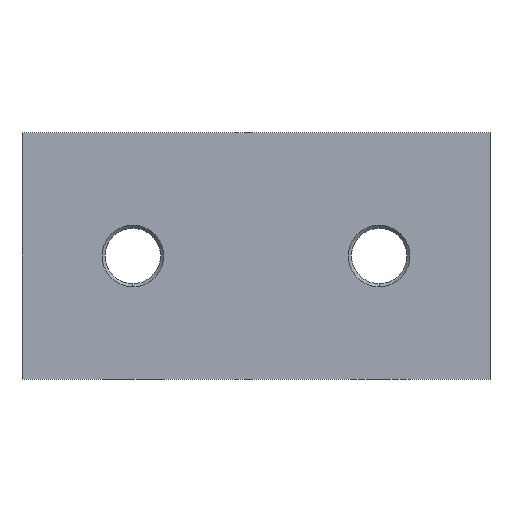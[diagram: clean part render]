
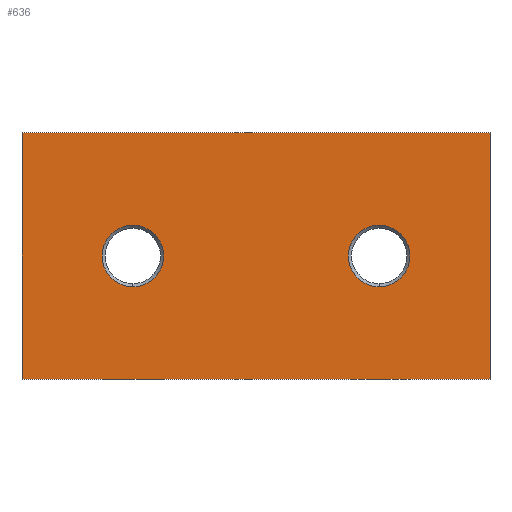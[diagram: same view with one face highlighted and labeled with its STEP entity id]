
A CAD part, front view. The second image highlights one B-rep face of the part: STEP entity #636.
In plain terms, the highlighted planar face has unit normal (0, -1, 0).
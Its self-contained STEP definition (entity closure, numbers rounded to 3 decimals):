
#7 = EDGE_LOOP ( 'NONE', ( #109, #188, #775, #365 ) ) ;
#18 = CARTESIAN_POINT ( 'NONE',  ( 76., 0., 0. ) ) ;
#21 = AXIS2_PLACEMENT_3D ( 'NONE', #627, #135, #234 ) ;
#30 = DIRECTION ( 'NONE',  ( 0., 0., -1. ) ) ;
#48 = LINE ( 'NONE', #895, #514 ) ;
#68 = CARTESIAN_POINT ( 'NONE',  ( 58., 0., 20. ) ) ;
#70 = DIRECTION ( 'NONE',  ( 0., 0., -1. ) ) ;
#85 = DIRECTION ( 'NONE',  ( -1., 0., 0. ) ) ;
#90 = EDGE_LOOP ( 'NONE', ( #864, #452 ) ) ;
#99 = CARTESIAN_POINT ( 'NONE',  ( 18., 0., 20. ) ) ;
#106 = LINE ( 'NONE', #604, #147 ) ;
#109 = ORIENTED_EDGE ( 'NONE', *, *, #617, .T. ) ;
#111 = EDGE_CURVE ( 'NONE', #631, #651, #317, .T. ) ;
#117 = CARTESIAN_POINT ( 'NONE',  ( 18., 0., 15. ) ) ;
#135 = DIRECTION ( 'NONE',  ( 0., 1., 0. ) ) ;
#145 = DIRECTION ( 'NONE',  ( 0., 0., 1. ) ) ;
#147 = VECTOR ( 'NONE', #30, 1000. ) ;
#150 = DIRECTION ( 'NONE',  ( 0., 0., 1. ) ) ;
#177 = AXIS2_PLACEMENT_3D ( 'NONE', #599, #377, #926 ) ;
#188 = ORIENTED_EDGE ( 'NONE', *, *, #1020, .F. ) ;
#218 = CARTESIAN_POINT ( 'NONE',  ( 58., 0., 25. ) ) ;
#234 = DIRECTION ( 'NONE',  ( 0., 0., 1. ) ) ;
#238 = CARTESIAN_POINT ( 'NONE',  ( 76., 0., 40. ) ) ;
#275 = ORIENTED_EDGE ( 'NONE', *, *, #1062, .T. ) ;
#281 = DIRECTION ( 'NONE',  ( 0., 1., 0. ) ) ;
#285 = CIRCLE ( 'NONE', #438, 5. ) ;
#317 = CIRCLE ( 'NONE', #920, 5. ) ;
#330 = EDGE_LOOP ( 'NONE', ( #898, #275 ) ) ;
#345 = EDGE_CURVE ( 'NONE', #679, #982, #106, .T. ) ;
#353 = LINE ( 'NONE', #707, #889 ) ;
#365 = ORIENTED_EDGE ( 'NONE', *, *, #774, .T. ) ;
#377 = DIRECTION ( 'NONE',  ( 0., 1., 0. ) ) ;
#394 = CARTESIAN_POINT ( 'NONE',  ( 18., 0., 25. ) ) ;
#399 = CARTESIAN_POINT ( 'NONE',  ( 18., 0., 20. ) ) ;
#401 = DIRECTION ( 'NONE',  ( 0., 0., 1. ) ) ;
#438 = AXIS2_PLACEMENT_3D ( 'NONE', #399, #873, #150 ) ;
#452 = ORIENTED_EDGE ( 'NONE', *, *, #488, .T. ) ;
#473 = FACE_OUTER_BOUND ( 'NONE', #7, .T. ) ;
#488 = EDGE_CURVE ( 'NONE', #651, #631, #727, .T. ) ;
#514 = VECTOR ( 'NONE', #70, 1000. ) ;
#599 = CARTESIAN_POINT ( 'NONE',  ( 58., 0., 20. ) ) ;
#604 = CARTESIAN_POINT ( 'NONE',  ( 76., 0., 40. ) ) ;
#617 = EDGE_CURVE ( 'NONE', #750, #855, #48, .T. ) ;
#627 = CARTESIAN_POINT ( 'NONE',  ( 76., 0., 40. ) ) ;
#631 = VERTEX_POINT ( 'NONE', #1036 ) ;
#636 = ADVANCED_FACE ( 'NONE', ( #1050, #888, #473 ), #973, .F. ) ;
#651 = VERTEX_POINT ( 'NONE', #218 ) ;
#679 = VERTEX_POINT ( 'NONE', #951 ) ;
#686 = DIRECTION ( 'NONE',  ( -1., 0., 0. ) ) ;
#689 = VERTEX_POINT ( 'NONE', #394 ) ;
#706 = EDGE_CURVE ( 'NONE', #886, #689, #285, .T. ) ;
#707 = CARTESIAN_POINT ( 'NONE',  ( 76., 0., 0. ) ) ;
#720 = DIRECTION ( 'NONE',  ( 0., 1., 0. ) ) ;
#727 = CIRCLE ( 'NONE', #177, 5. ) ;
#746 = CARTESIAN_POINT ( 'NONE',  ( 0., 0., 0. ) ) ;
#750 = VERTEX_POINT ( 'NONE', #823 ) ;
#774 = EDGE_CURVE ( 'NONE', #679, #750, #899, .T. ) ;
#775 = ORIENTED_EDGE ( 'NONE', *, *, #345, .F. ) ;
#823 = CARTESIAN_POINT ( 'NONE',  ( 0., 0., 40. ) ) ;
#855 = VERTEX_POINT ( 'NONE', #746 ) ;
#864 = ORIENTED_EDGE ( 'NONE', *, *, #111, .T. ) ;
#873 = DIRECTION ( 'NONE',  ( 0., 1., 0. ) ) ;
#886 = VERTEX_POINT ( 'NONE', #117 ) ;
#887 = VECTOR ( 'NONE', #85, 1000. ) ;
#888 = FACE_BOUND ( 'NONE', #330, .T. ) ;
#889 = VECTOR ( 'NONE', #686, 1000. ) ;
#895 = CARTESIAN_POINT ( 'NONE',  ( 0., 0., 40. ) ) ;
#898 = ORIENTED_EDGE ( 'NONE', *, *, #706, .T. ) ;
#899 = LINE ( 'NONE', #238, #887 ) ;
#920 = AXIS2_PLACEMENT_3D ( 'NONE', #68, #720, #401 ) ;
#926 = DIRECTION ( 'NONE',  ( 0., 0., 1. ) ) ;
#951 = CARTESIAN_POINT ( 'NONE',  ( 76., 0., 40. ) ) ;
#954 = AXIS2_PLACEMENT_3D ( 'NONE', #99, #281, #145 ) ;
#973 = PLANE ( 'NONE',  #21 ) ;
#974 = CIRCLE ( 'NONE', #954, 5. ) ;
#982 = VERTEX_POINT ( 'NONE', #18 ) ;
#1020 = EDGE_CURVE ( 'NONE', #982, #855, #353, .T. ) ;
#1036 = CARTESIAN_POINT ( 'NONE',  ( 58., 0., 15. ) ) ;
#1050 = FACE_BOUND ( 'NONE', #90, .T. ) ;
#1062 = EDGE_CURVE ( 'NONE', #689, #886, #974, .T. ) ;
